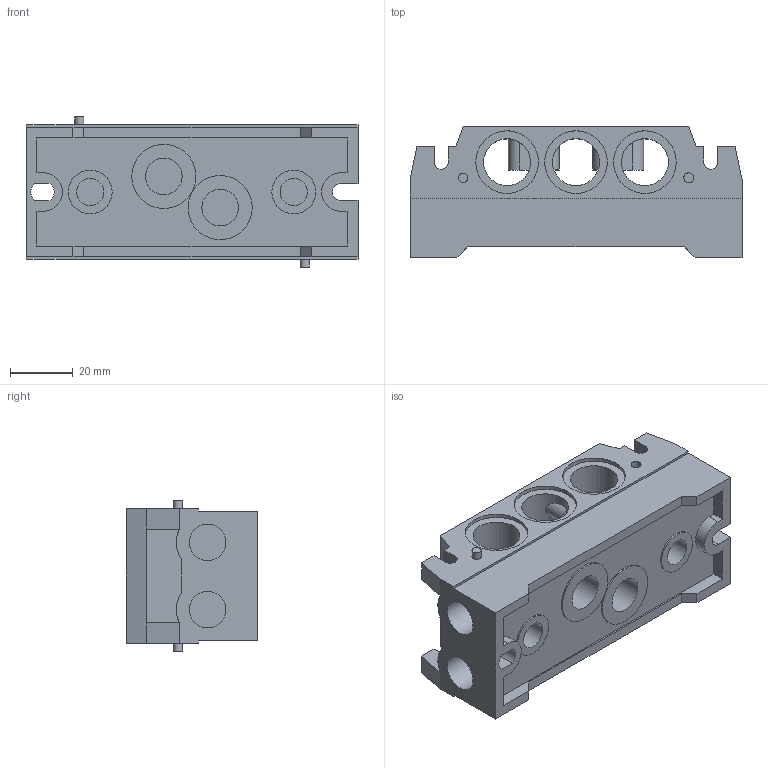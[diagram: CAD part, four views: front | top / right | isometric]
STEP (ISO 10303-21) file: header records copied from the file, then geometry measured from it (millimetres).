
FILE_DESCRIPTION(/* description */ ('BASE ISO 1 TIPO NUOVO'),/* implementation_level */ '2;1');
FILE_NAME(/* name */ '1101_00.stp',/* time_stamp */ '2014-11-28T10:50:53+01:00',/* author */ ('locatst1'),/* organization */ ('Pneumax S.p.A.'),/* preprocessor_version */ 'ST-DEVELOPER v15.2',/* originating_system */ 'Autodesk Inventor 2014',/* authorisation */ '');
FILE_SCHEMA (('AUTOMOTIVE_DESIGN { 1 0 10303 214 3 1 1 }'));
Length unit declared in the file: millimetre
Products named in the file (1): 1101_00
Bounding box: 106 x 42 x 48 mm (x, y, z)
Volume: 116644.4 mm3; surface area: 33111.5 mm2
Topology: 1 solids, 1 shells, 145 faces, 341 edges, 226 vertices
Faces by surface type: plane 99, cylinder 46
Full cylindrical faces by diameter (mm): 3 x2, 3.2 x2, 4.2 x4, 8.7 x4, 11.7 x4, 14 x2, 15 x3, 20 x6, 20.5 x2
Entity records: 4089 total; most frequent: CARTESIAN_POINT 768, DIRECTION 688, ORIENTED_EDGE 612, EDGE_CURVE 306, AXIS2_PLACEMENT_3D 240, VERTEX_POINT 222, EDGE_LOOP 212, LINE 208
